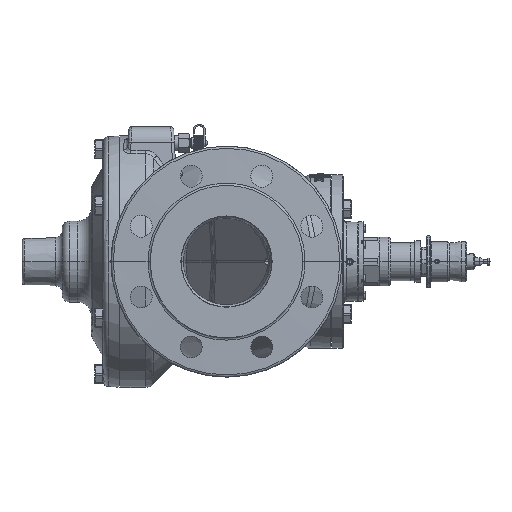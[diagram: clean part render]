
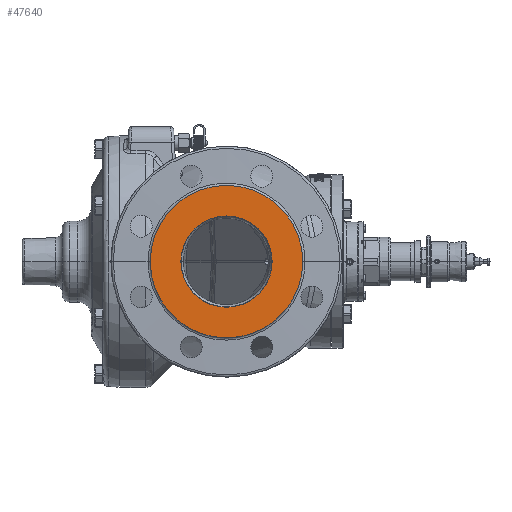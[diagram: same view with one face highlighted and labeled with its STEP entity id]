
A CAD part, left-side view. The second image highlights one B-rep face of the part: STEP entity #47640.
In plain terms, the highlighted planar face has unit normal (-1, 0, 0).
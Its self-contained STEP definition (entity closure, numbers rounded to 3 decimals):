
#16958=CARTESIAN_POINT('',(-155.,0.,0.));
#16959=DIRECTION('',(-1.,0.,0.));
#16960=DIRECTION('',(0.,1.,0.));
#16961=AXIS2_PLACEMENT_3D('',#16958,#16959,#16960);
#16963=CARTESIAN_POINT('',(-155.,0.,0.));
#16964=DIRECTION('',(-1.,0.,0.));
#16965=DIRECTION('',(0.,-1.,0.));
#16966=AXIS2_PLACEMENT_3D('',#16963,#16964,#16965);
#16978=CARTESIAN_POINT('',(-155.,0.,0.));
#16979=DIRECTION('',(-1.,0.,0.));
#16980=DIRECTION('',(0.,1.,0.));
#16981=AXIS2_PLACEMENT_3D('',#16978,#16979,#16980);
#16988=CARTESIAN_POINT('',(-155.,0.,0.));
#16989=DIRECTION('',(-1.,0.,0.));
#16990=DIRECTION('',(0.,-1.,0.));
#16991=AXIS2_PLACEMENT_3D('',#16988,#16989,#16990);
#22159=CARTESIAN_POINT('',(-155.,66.008,0.));
#22160=CARTESIAN_POINT('',(-155.,-66.008,0.));
#22161=VERTEX_POINT('',#22159);
#22162=VERTEX_POINT('',#22160);
#22231=CARTESIAN_POINT('',(-155.,39.5,0.));
#22232=CARTESIAN_POINT('',(-155.,-39.5,0.));
#22233=VERTEX_POINT('',#22231);
#22234=VERTEX_POINT('',#22232);
#47624=CARTESIAN_POINT('',(-155.,0.,0.));
#47625=DIRECTION('',(1.,0.,0.));
#47626=DIRECTION('',(0.,-1.,0.));
#47627=AXIS2_PLACEMENT_3D('',#47624,#47625,#47626);
#47628=PLANE('',#47627);
#47629=ORIENTED_EDGE('',*,*,#47614,.F.);
#47631=ORIENTED_EDGE('',*,*,#47630,.F.);
#47632=EDGE_LOOP('',(#47629,#47631));
#47633=FACE_OUTER_BOUND('',#47632,.F.);
#47635=ORIENTED_EDGE('',*,*,#47634,.T.);
#47637=ORIENTED_EDGE('',*,*,#47636,.T.);
#47638=EDGE_LOOP('',(#47635,#47637));
#47639=FACE_BOUND('',#47638,.F.);
#47640=ADVANCED_FACE('',(#47633,#47639),#47628,.F.);
#16962=CIRCLE('',#16961,66.008);
#16967=CIRCLE('',#16966,66.008);
#16982=CIRCLE('',#16981,39.5);
#16992=CIRCLE('',#16991,39.5);
#47614=EDGE_CURVE('',#22161,#22162,#16962,.T.);
#47630=EDGE_CURVE('',#22162,#22161,#16967,.T.);
#47634=EDGE_CURVE('',#22233,#22234,#16982,.T.);
#47636=EDGE_CURVE('',#22234,#22233,#16992,.T.);
